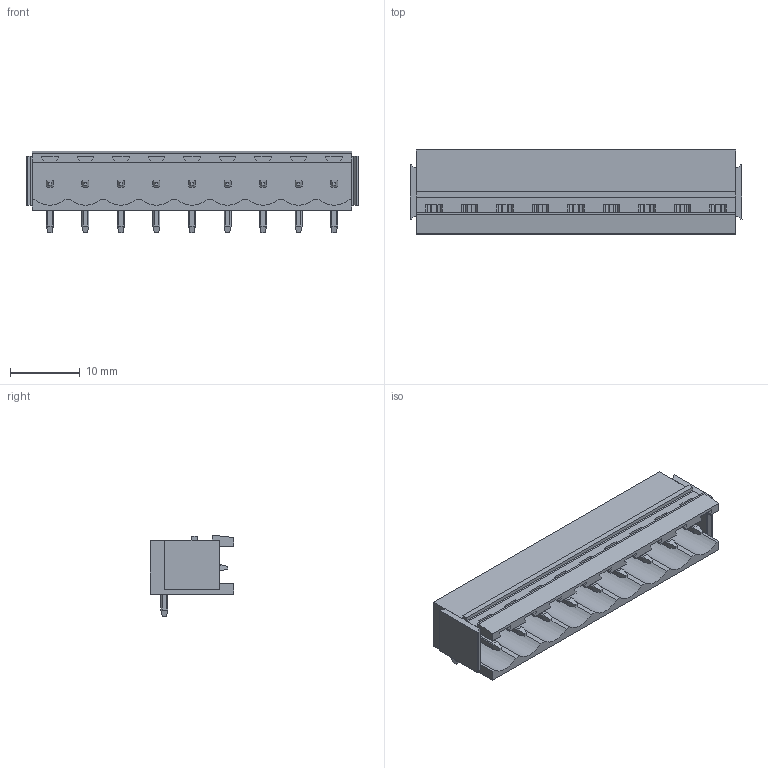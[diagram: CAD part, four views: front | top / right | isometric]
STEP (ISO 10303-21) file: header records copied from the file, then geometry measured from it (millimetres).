
FILE_DESCRIPTION(('CATIA V5 STEP Exchange','CAx-IF Rec.Pracs.--- Model Styling and Organization---1.2---2011-12-15'),'2;1');
FILE_NAME ('D1449411_0', '2018-10-27T09:31:16+00:00', ('none'), ('Weidmueller'), 'CATIA Version 5-6 Release 2014', 'CATIA V5 STEP AP214', 'none');
FILE_SCHEMA(('AUTOMOTIVE_DESIGN { 1 0 10303 214 1 1 1 1 }'));
Length unit declared in the file: millimetre
Products named in the file (1): 1155650000
Bounding box: 47.48 x 12 x 11.63 mm (x, y, z)
Volume: 2174.4 mm3; surface area: 3722.2 mm2
Topology: 10 solids, 10 shells, 479 faces, 1329 edges, 852 vertices
Faces by surface type: plane 324, cylinder 155
Entity records: 13984 total; most frequent: CARTESIAN_POINT 3120, ORIENTED_EDGE 2658, DIRECTION 1527, EDGE_CURVE 1323, VECTOR 941, LINE 941, VERTEX_POINT 844, EDGE_LOOP 497
